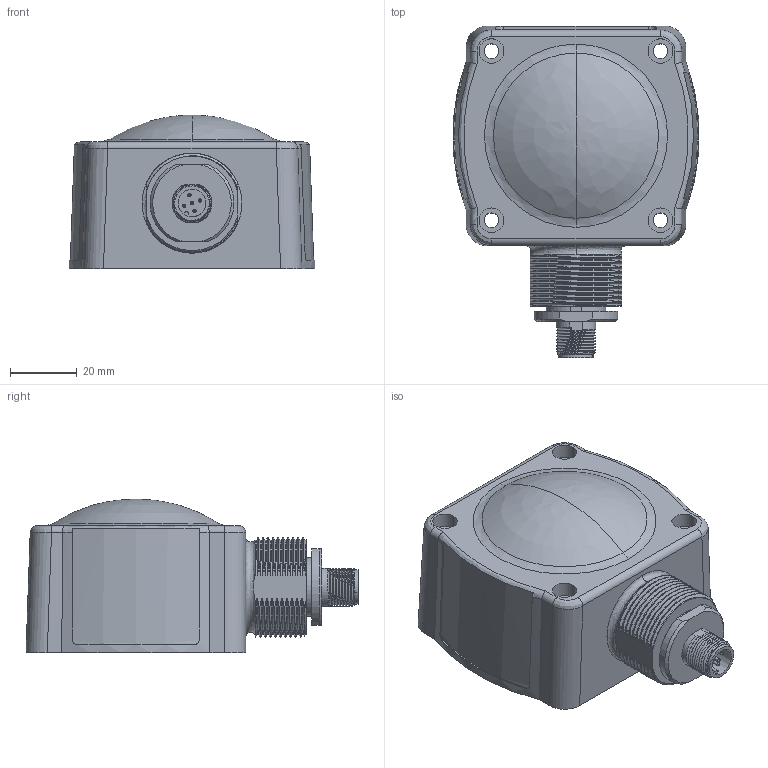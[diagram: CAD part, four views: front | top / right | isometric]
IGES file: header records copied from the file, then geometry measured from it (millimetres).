
Start section:  PTC IGES file: 137394.igs
Global section: file name: 137394.igs; native system: Pro/ENGINEER by Parametric Technology Corporation; preprocessor: 2006170; author: banengservice; organization: Unknown; date: 20080306.085518; units: inch
Bounding box: 73.88 x 99.73 x 46.1 mm (x, y, z)
Volume: 71283.2 mm3; surface area: 53457 mm2
Topology: 1 solids, 1 shells, 1001 faces, 2670 edges, 1739 vertices
Faces by surface type: bspline 583, revolution 410, extrusion 8
